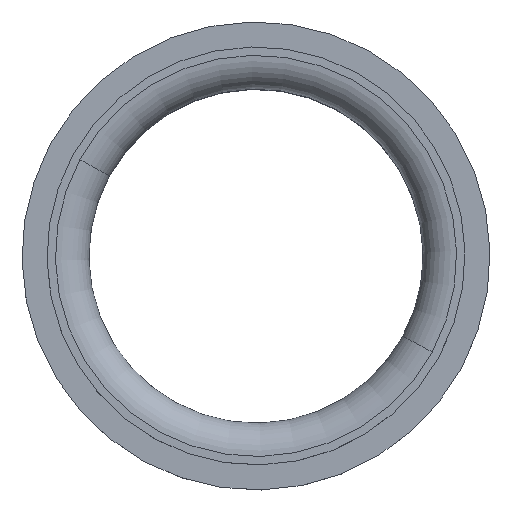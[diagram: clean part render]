
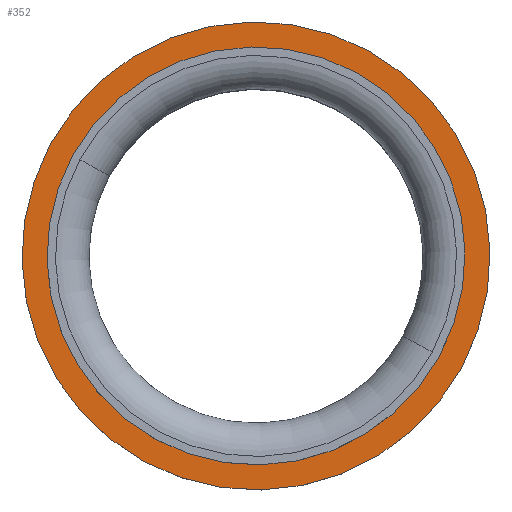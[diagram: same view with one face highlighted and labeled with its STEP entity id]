
A CAD part, top view. The second image highlights one B-rep face of the part: STEP entity #352.
In plain terms, the highlighted planar face has unit normal (0, 0, 1).
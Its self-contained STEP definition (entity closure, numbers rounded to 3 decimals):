
#158=CARTESIAN_POINT('Vertex',(-61.431,33.56,6.)) ;
#161=CARTESIAN_POINT('Axis2P3D Location',(0.,0.,6.)) ;
#165=CARTESIAN_POINT('Vertex',(61.431,-33.56,6.)) ;
#185=CARTESIAN_POINT('Axis2P3D Location',(0.,0.,6.)) ;
#202=CARTESIAN_POINT('Axis2P3D Location',(0.,0.,6.)) ;
#206=CARTESIAN_POINT('Vertex',(-54.849,29.964,6.)) ;
#208=CARTESIAN_POINT('Vertex',(54.849,-29.964,6.)) ;
#237=CARTESIAN_POINT('Axis2P3D Location',(0.,0.,6.)) ;
#339=CARTESIAN_POINT('Axis2P3D Location',(-62.5,0.,6.)) ;
#162=DIRECTION('Axis2P3D Direction',(0.,0.,-1.)) ;
#186=DIRECTION('Axis2P3D Direction',(0.,0.,-1.)) ;
#203=DIRECTION('Axis2P3D Direction',(0.,0.,-1.)) ;
#238=DIRECTION('Axis2P3D Direction',(0.,0.,-1.)) ;
#340=DIRECTION('Axis2P3D Direction',(0.,0.,-1.)) ;
#341=DIRECTION('Axis2P3D XDirection',(1.,0.,0.)) ;
#163=AXIS2_PLACEMENT_3D('Circle Axis2P3D',#161,#162,$) ;
#187=AXIS2_PLACEMENT_3D('Circle Axis2P3D',#185,#186,$) ;
#204=AXIS2_PLACEMENT_3D('Circle Axis2P3D',#202,#203,$) ;
#239=AXIS2_PLACEMENT_3D('Circle Axis2P3D',#237,#238,$) ;
#342=AXIS2_PLACEMENT_3D('Plane Axis2P3D',#339,#340,#341) ;
#345=ORIENTED_EDGE('',*,*,#167,.F.) ;
#346=ORIENTED_EDGE('',*,*,#189,.F.) ;
#349=ORIENTED_EDGE('',*,*,#241,.T.) ;
#350=ORIENTED_EDGE('',*,*,#210,.T.) ;
#351=FACE_BOUND('',#348,.T.) ;
#352=ADVANCED_FACE('PartBody',(#347,#351),#343,.F.) ;
#164=CIRCLE('generated circle',#163,70.) ;
#188=CIRCLE('generated circle',#187,70.) ;
#205=CIRCLE('generated circle',#204,62.5) ;
#240=CIRCLE('generated circle',#239,62.5) ;
#167=EDGE_CURVE('',#159,#166,#164,.T.) ;
#189=EDGE_CURVE('',#166,#159,#188,.T.) ;
#210=EDGE_CURVE('',#207,#209,#205,.T.) ;
#241=EDGE_CURVE('',#209,#207,#240,.T.) ;
#344=EDGE_LOOP('',(#345,#346)) ;
#348=EDGE_LOOP('',(#349,#350)) ;
#347=FACE_OUTER_BOUND('',#344,.T.) ;
#343=PLANE('Plane',#342) ;
#159=VERTEX_POINT('',#158) ;
#166=VERTEX_POINT('',#165) ;
#207=VERTEX_POINT('',#206) ;
#209=VERTEX_POINT('',#208) ;
